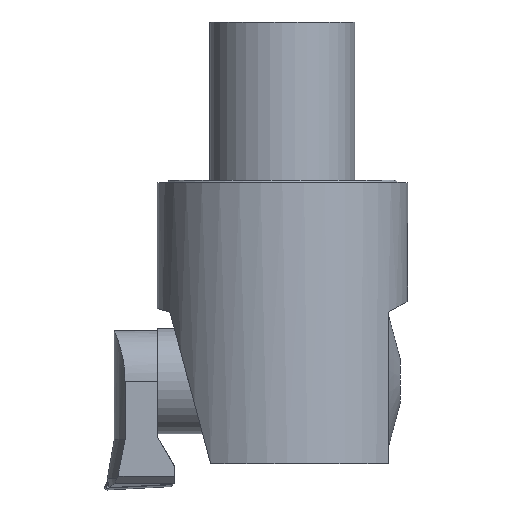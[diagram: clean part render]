
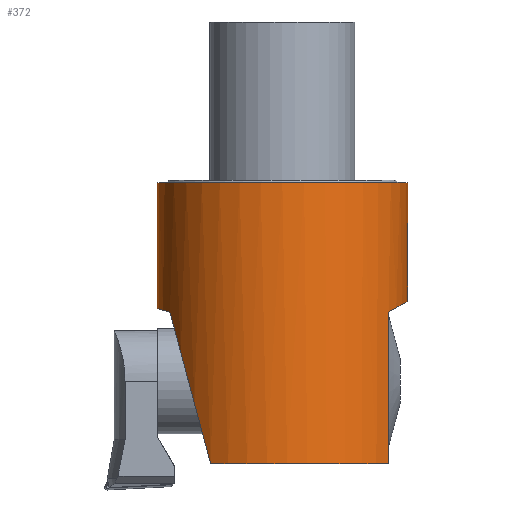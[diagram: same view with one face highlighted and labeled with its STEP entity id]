
A CAD part, front view. The second image highlights one B-rep face of the part: STEP entity #372.
In plain terms, the highlighted cylindrical face has radius 19 mm (diameter 38 mm), a full revolution.
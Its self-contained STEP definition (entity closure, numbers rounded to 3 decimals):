
#323=EDGE_CURVE('240[2]',#829,#830,#831,.T.);
#372=ADVANCED_FACE('240[2]',(#906,#907),#908,.T.);
#418=EDGE_CURVE('240[2]',#766,#767,#971,.T.);
#445=EDGE_CURVE('240[2]',#1009,#1009,#1010,.T.);
#466=EDGE_CURVE('240[2]',#1039,#937,#1040,.T.);
#535=EDGE_CURVE('240[2]',#830,#1039,#1128,.T.);
#542=EDGE_CURVE('240[2]',#829,#1042,#1136,.T.);
#601=EDGE_CURVE('240[2]',#767,#1042,#1211,.T.);
#619=EDGE_CURVE('240[2]',#1043,#766,#1232,.T.);
#656=EDGE_CURVE('240[2]',#1043,#937,#1274,.T.);
#766=VERTEX_POINT('',#1431);
#767=VERTEX_POINT('',#1432);
#829=VERTEX_POINT('',#1526);
#830=VERTEX_POINT('',#1527);
#831=LINE('',#1528,#1529);
#906=FACE_BOUND('',#1630,.T.);
#907=FACE_BOUND('',#1631,.T.);
#908=CYLINDRICAL_SURFACE('',#1632,19.0);
#937=VERTEX_POINT('',#1682);
#971=ELLIPSE('',#1729,19.67,19.0);
#1009=VERTEX_POINT('',#1816);
#1010=CIRCLE('',#1817,19.0);
#1039=VERTEX_POINT('',#1859);
#1040=LINE('',#1860,#1861);
#1042=VERTEX_POINT('',#1864);
#1043=VERTEX_POINT('',#1865);
#1128=ELLIPSE('',#2024,21.939,19.0);
#1136=CIRCLE('',#2036,19.0);
#1211=ELLIPSE('',#2151,73.41,19.0);
#1232=ELLIPSE('',#2183,73.41,19.0);
#1274=CIRCLE('',#2247,19.0);
#1431=CARTESIAN_POINT('',(-17.05,8.385,-20.001));
#1432=CARTESIAN_POINT('',(-17.05,-8.385,-20.001));
#1526=CARTESIAN_POINT('',(16.1,-10.089,-43.0));
#1527=CARTESIAN_POINT('',(16.1,-10.089,-20.0));
#1528=CARTESIAN_POINT('',(16.1,-10.089,-31.5));
#1529=VECTOR('',#2403,1.0);
#1630=EDGE_LOOP('',(#2484,#2485,#2486,#2487,#2488,#2489,#2490,#2491));
#1631=EDGE_LOOP('',(#2492));
#1632=AXIS2_PLACEMENT_3D('',#2493,#2494,#2495);
#1682=CARTESIAN_POINT('',(16.1,10.089,-43.0));
#1729=AXIS2_PLACEMENT_3D('',#2581,#2582,#2583);
#1816=CARTESIAN_POINT('',(-19.0,0.,-0.401));
#1817=AXIS2_PLACEMENT_3D('',#2618,#2619,#2620);
#1859=CARTESIAN_POINT('',(16.1,10.089,-20.0));
#1860=CARTESIAN_POINT('',(16.1,10.089,-31.5));
#1861=VECTOR('',#2655,1.0);
#1864=CARTESIAN_POINT('',(-10.887,-15.571,-43.0));
#1865=CARTESIAN_POINT('',(-10.887,15.571,-43.0));
#2024=AXIS2_PLACEMENT_3D('',#2758,#2759,#2760);
#2036=AXIS2_PLACEMENT_3D('',#2773,#2774,#2775);
#2151=AXIS2_PLACEMENT_3D('',#2862,#2863,#2864);
#2183=AXIS2_PLACEMENT_3D('',#2891,#2892,#2893);
#2247=AXIS2_PLACEMENT_3D('',#2945,#2946,#2947);
#2403=DIRECTION('',(0.,0.,1.0));
#2484=ORIENTED_EDGE('',*,*,#466,.T.);
#2485=ORIENTED_EDGE('',*,*,#656,.F.);
#2486=ORIENTED_EDGE('',*,*,#619,.T.);
#2487=ORIENTED_EDGE('',*,*,#418,.T.);
#2488=ORIENTED_EDGE('',*,*,#601,.T.);
#2489=ORIENTED_EDGE('',*,*,#542,.F.);
#2490=ORIENTED_EDGE('',*,*,#323,.T.);
#2491=ORIENTED_EDGE('',*,*,#535,.T.);
#2492=ORIENTED_EDGE('',*,*,#445,.T.);
#2493=CARTESIAN_POINT('',(0.,0.,-21.7));
#2494=DIRECTION('',(0.,0.,1.0));
#2495=DIRECTION('',(-1.0,0.,0.));
#2581=CARTESIAN_POINT('',(0.,0.,-24.569));
#2582=DIRECTION('',(0.259,0.,0.966));
#2583=DIRECTION('',(-0.966,0.,0.259));
#2618=CARTESIAN_POINT('',(0.,0.,-0.401));
#2619=DIRECTION('',(0.,0.,-1.0));
#2620=DIRECTION('',(-1.0,0.,0.));
#2655=DIRECTION('',(0.,0.,-1.0));
#2758=CARTESIAN_POINT('',(0.,0.,-29.295));
#2759=DIRECTION('',(-0.5,0.,0.866));
#2760=DIRECTION('',(-0.866,0.,-0.5));
#2773=CARTESIAN_POINT('',(0.,0.,-43.0));
#2774=DIRECTION('',(0.,0.,-1.0));
#2775=DIRECTION('',(-1.0,0.,0.));
#2862=CARTESIAN_POINT('',(0.,0.,-83.631));
#2863=DIRECTION('',(0.966,0.,0.259));
#2864=DIRECTION('',(-0.259,0.,0.966));
#2891=CARTESIAN_POINT('',(0.,0.,-83.631));
#2892=DIRECTION('',(0.966,0.,0.259));
#2893=DIRECTION('',(-0.259,0.,0.966));
#2945=CARTESIAN_POINT('',(0.,0.,-43.0));
#2946=DIRECTION('',(0.,0.,-1.0));
#2947=DIRECTION('',(-1.0,0.,0.));
